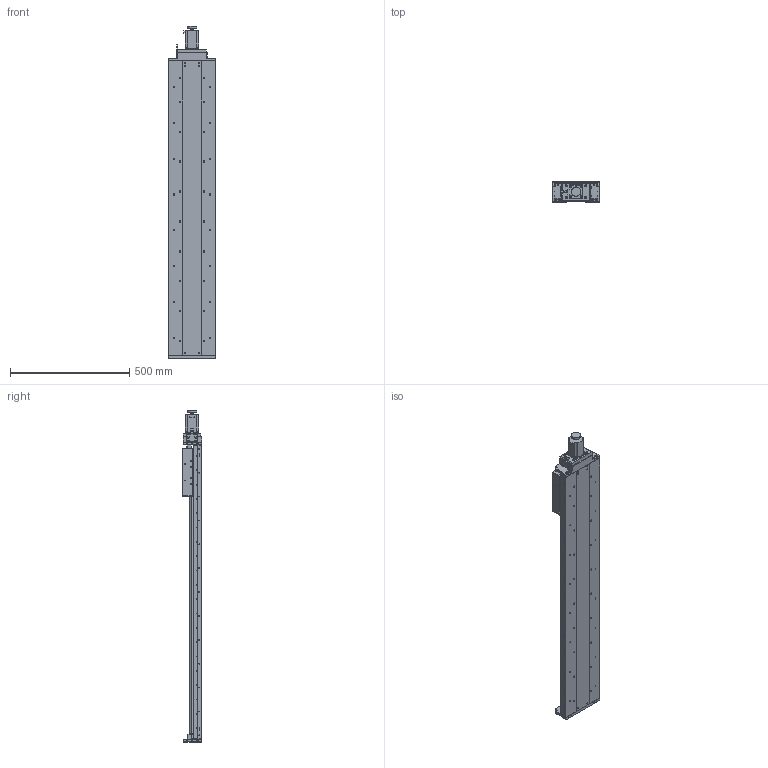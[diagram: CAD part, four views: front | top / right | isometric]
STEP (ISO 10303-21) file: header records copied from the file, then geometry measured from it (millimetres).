
FILE_DESCRIPTION (( 'STEP AP203' ), '1' );
FILE_NAME ('PA1000(AP214).STEP', '2021-05-28T02:27:31', ( '' ), ( '' ), 'SwSTEP 2.0', 'SolidWorks 2017', '' );
FILE_SCHEMA (( 'CONFIG_CONTROL_DESIGN' ));
Products named in the file (1): PA1000(AP214)
Bounding box: 200 x 82 x 1390.5 mm (x, y, z)
Surface area: 1131270.4 mm2 (no closed solid volume)
Topology: 0 solids, 156 shells, 1380 faces, 5116 edges, 3814 vertices
Faces by surface type: cylinder 701, plane 549, torus 94, cone 20, sphere 16
Entity records: 57333 total; most frequent: CARTESIAN_POINT 12465, DIRECTION 9979, ORIENTED_EDGE 7610, EDGE_CURVE 5106, VERTEX_POINT 3814, AXIS2_PLACEMENT_3D 3580, VECTOR 2819, LINE 2819
